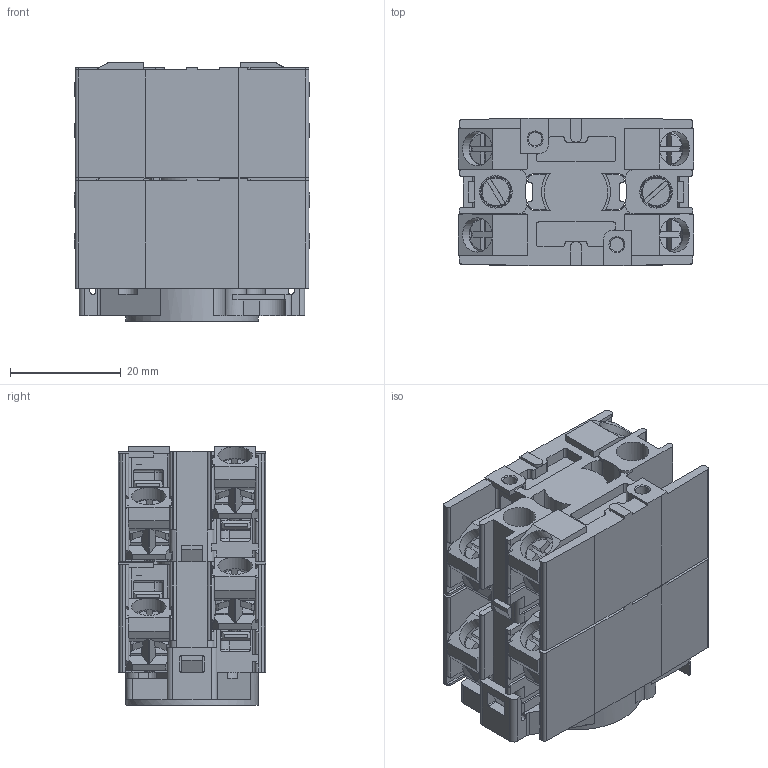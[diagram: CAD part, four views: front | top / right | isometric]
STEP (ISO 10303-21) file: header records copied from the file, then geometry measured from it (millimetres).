
FILE_DESCRIPTION(/* description */ (''),/* implementation_level */ '2;1');
FILE_NAME(/* name */ 'ETR2.stp',/* time_stamp */ '2022-09-20T15:53:55+02:00',/* author */ ('julia.schmid'),/* organization */ (''),/* preprocessor_version */ 'ST-DEVELOPER v17.2',/* originating_system */ 'Autodesk Inventor 2019',/* authorisation */ '');
FILE_SCHEMA (('AUTOMOTIVE_DESIGN { 1 0 10303 214 3 1 1 }'));
Products named in the file (1): ETR2_vereinfacht
Bounding box: 42.63 x 26.65 x 46.75 mm (x, y, z)
Volume: 28349.5 mm3; surface area: 31595.4 mm2
Topology: 1 solids, 20 shells, 2682 faces, 7869 edges, 5121 vertices
Faces by surface type: plane 1755, cylinder 758, torus 72, cone 57, bspline 36, sphere 4
Full cylindrical faces by diameter (mm): 1.9 x6, 2 x4, 2.3 x4, 2.5 x8, 2.729 x2, 2.85 x8, 3 x2, 3.3 x2, 3.45 x48, 3.5 x40, 4 x8, 5.2 x2, 5.9 x4, 6.2 x8, 12.5 x1, 21.2 x1, 22.55 x1, 23.95 x1
Entity records: 95416 total; most frequent: CARTESIAN_POINT 23001, ORIENTED_EDGE 15802, DIRECTION 14705, EDGE_CURVE 7901, LINE 5315, VECTOR 5315, VERTEX_POINT 5121, AXIS2_PLACEMENT_3D 4695
